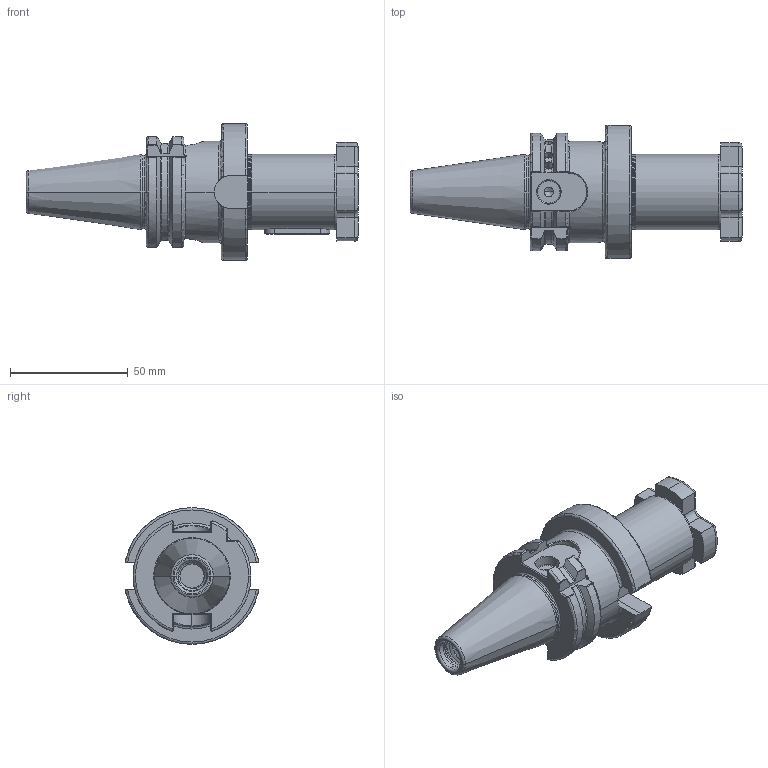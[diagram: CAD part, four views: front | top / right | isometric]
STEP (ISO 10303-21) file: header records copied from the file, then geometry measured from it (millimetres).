
FILE_DESCRIPTION (( 'STEP AP203' ), '1' );
FILE_NAME ('302.10.32.STEP', '2016-07-23T00:30:54', ( '' ), ( '' ), 'SwSTEP 2.0', 'SolidWorks 2012', '' );
FILE_SCHEMA (( 'CONFIG_CONTROL_DESIGN' ));
Length unit declared in the file: millimetre
Products named in the file (4): SC32用鍵_8x7x28L; 302.10.32; 十字螺絲FMB32
Assembly tree (3 placements, depth 2):
  302.10.32
    302.10.32
    十字螺絲FMB32
    SC32用鍵_8x7x28L
Bounding box: 140.8 x 56.62 x 58 mm (x, y, z)
Volume: 125750.6 mm3; surface area: 33615.7 mm2
Topology: 3 solids, 3 shells, 370 faces, 972 edges, 605 vertices
Faces by surface type: cylinder 153, plane 82, torus 57, cone 43, bspline 35
Entity records: 24666 total; most frequent: CARTESIAN_POINT 16060, ORIENTED_EDGE 1928, DIRECTION 1508, EDGE_CURVE 964, VERTEX_POINT 605, AXIS2_PLACEMENT_3D 592, EDGE_LOOP 379, FACE_OUTER_BOUND 370
